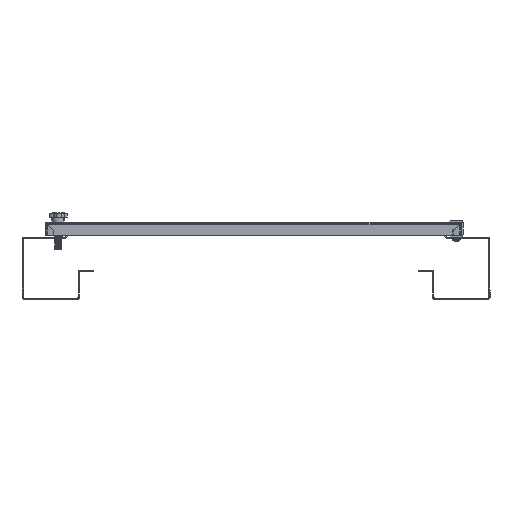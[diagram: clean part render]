
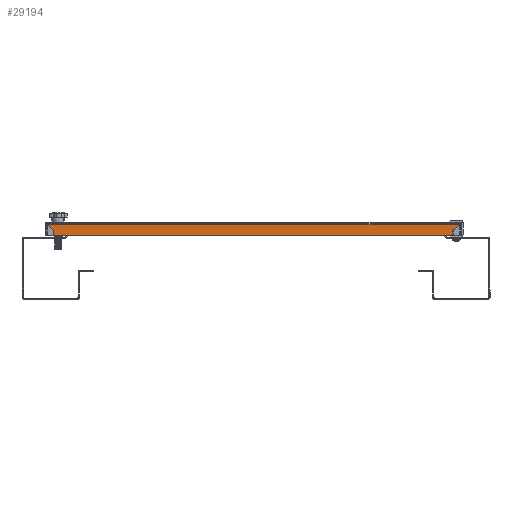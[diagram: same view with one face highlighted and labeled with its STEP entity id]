
A CAD part, front view. The second image highlights one B-rep face of the part: STEP entity #29194.
In plain terms, the highlighted planar face has unit normal (0, -1, 0).
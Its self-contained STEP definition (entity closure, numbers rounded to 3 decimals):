
#1320 = VERTEX_POINT ( 'NONE', #2571 ) ;
#1536 = EDGE_CURVE ( 'NONE', #5511, #28440, #17731, .T. ) ;
#1597 = LINE ( 'NONE', #22863, #6918 ) ;
#2016 = DIRECTION ( 'NONE',  ( 0., 0., 1. ) ) ;
#2552 = VECTOR ( 'NONE', #6240, 1000. ) ;
#2571 = CARTESIAN_POINT ( 'NONE',  ( -254.203, -371.5, -17. ) ) ;
#3660 = CARTESIAN_POINT ( 'NONE',  ( -262.007, -371.5, -3. ) ) ;
#3707 = EDGE_CURVE ( 'NONE', #21835, #17003, #4357, .T. ) ;
#4357 = LINE ( 'NONE', #8122, #30253 ) ;
#5000 = DIRECTION ( 'NONE',  ( 0., 1., 0. ) ) ;
#5511 = VERTEX_POINT ( 'NONE', #12743 ) ;
#5587 = LINE ( 'NONE', #39380, #37560 ) ;
#6240 = DIRECTION ( 'NONE',  ( 1., 0., 0. ) ) ;
#6918 = VECTOR ( 'NONE', #32027, 1000. ) ;
#7701 = ORIENTED_EDGE ( 'NONE', *, *, #31852, .F. ) ;
#8122 = CARTESIAN_POINT ( 'NONE',  ( 254.203, -371.5, -10.956 ) ) ;
#9213 = CARTESIAN_POINT ( 'NONE',  ( 262.007, -371.5, -3. ) ) ;
#11280 = LINE ( 'NONE', #16653, #30495 ) ;
#11787 = DIRECTION ( 'NONE',  ( -1., 0., 0. ) ) ;
#12156 = DIRECTION ( 'NONE',  ( 0., 0., 1. ) ) ;
#12743 = CARTESIAN_POINT ( 'NONE',  ( -262., -371.5, -3. ) ) ;
#15202 = CARTESIAN_POINT ( 'NONE',  ( -254.203, -371.5, -10.956 ) ) ;
#16028 = ORIENTED_EDGE ( 'NONE', *, *, #22621, .T. ) ;
#16653 = CARTESIAN_POINT ( 'NONE',  ( 265., -371.5, -17. ) ) ;
#17003 = VERTEX_POINT ( 'NONE', #21963 ) ;
#17182 = VECTOR ( 'NONE', #38646, 1000. ) ;
#17338 = CARTESIAN_POINT ( 'NONE',  ( 0., -371.5, 0. ) ) ;
#17724 = CARTESIAN_POINT ( 'NONE',  ( 265., -371.5, -3. ) ) ;
#17731 = LINE ( 'NONE', #18124, #32124 ) ;
#18124 = CARTESIAN_POINT ( 'NONE',  ( -262.007, -371.5, -3. ) ) ;
#18446 = DIRECTION ( 'NONE',  ( 0., 0., 1. ) ) ;
#19136 = EDGE_CURVE ( 'NONE', #31848, #17003, #5587, .T. ) ;
#19864 = EDGE_CURVE ( 'NONE', #1320, #35247, #33948, .T. ) ;
#19898 = EDGE_CURVE ( 'NONE', #31848, #1320, #11280, .T. ) ;
#19923 = FACE_OUTER_BOUND ( 'NONE', #24071, .T. ) ;
#20123 = LINE ( 'NONE', #17724, #17182 ) ;
#20242 = DIRECTION ( 'NONE',  ( -0.7, 0., -0.714 ) ) ;
#21357 = ORIENTED_EDGE ( 'NONE', *, *, #19136, .T. ) ;
#21628 = CARTESIAN_POINT ( 'NONE',  ( 262.007, -371.5, -3. ) ) ;
#21835 = VERTEX_POINT ( 'NONE', #21628 ) ;
#21847 = ORIENTED_EDGE ( 'NONE', *, *, #3707, .F. ) ;
#21963 = CARTESIAN_POINT ( 'NONE',  ( 254.203, -371.5, -10.956 ) ) ;
#22621 = EDGE_CURVE ( 'NONE', #28440, #35247, #1597, .T. ) ;
#22863 = CARTESIAN_POINT ( 'NONE',  ( -254.203, -371.5, -10.956 ) ) ;
#23478 = CARTESIAN_POINT ( 'NONE',  ( 254.203, -371.5, -17. ) ) ;
#24071 = EDGE_LOOP ( 'NONE', ( #21357, #21847, #26158, #7701, #39099, #16028, #24401, #35171 ) ) ;
#24401 = ORIENTED_EDGE ( 'NONE', *, *, #19864, .F. ) ;
#24579 = CARTESIAN_POINT ( 'NONE',  ( -254.203, -371.5, 0. ) ) ;
#25731 = CARTESIAN_POINT ( 'NONE',  ( 262., -371.5, -3. ) ) ;
#26158 = ORIENTED_EDGE ( 'NONE', *, *, #33846, .F. ) ;
#27103 = LINE ( 'NONE', #9213, #2552 ) ;
#28440 = VERTEX_POINT ( 'NONE', #3660 ) ;
#29194 = ADVANCED_FACE ( 'NONE', ( #19923 ), #32036, .F. ) ;
#30253 = VECTOR ( 'NONE', #20242, 1000. ) ;
#30495 = VECTOR ( 'NONE', #31543, 1000. ) ;
#31207 = VERTEX_POINT ( 'NONE', #25731 ) ;
#31543 = DIRECTION ( 'NONE',  ( -1., 0., 0. ) ) ;
#31848 = VERTEX_POINT ( 'NONE', #23478 ) ;
#31852 = EDGE_CURVE ( 'NONE', #5511, #31207, #20123, .T. ) ;
#32027 = DIRECTION ( 'NONE',  ( 0.7, 0., -0.714 ) ) ;
#32036 = PLANE ( 'NONE',  #36984 ) ;
#32124 = VECTOR ( 'NONE', #11787, 1000. ) ;
#33846 = EDGE_CURVE ( 'NONE', #31207, #21835, #27103, .T. ) ;
#33948 = LINE ( 'NONE', #24579, #38144 ) ;
#35171 = ORIENTED_EDGE ( 'NONE', *, *, #19898, .F. ) ;
#35247 = VERTEX_POINT ( 'NONE', #15202 ) ;
#36984 = AXIS2_PLACEMENT_3D ( 'NONE', #17338, #5000, #2016 ) ;
#37560 = VECTOR ( 'NONE', #12156, 1000. ) ;
#38144 = VECTOR ( 'NONE', #18446, 1000. ) ;
#38646 = DIRECTION ( 'NONE',  ( 1., 0., 0. ) ) ;
#39099 = ORIENTED_EDGE ( 'NONE', *, *, #1536, .T. ) ;
#39380 = CARTESIAN_POINT ( 'NONE',  ( 254.203, -371.5, 0. ) ) ;
